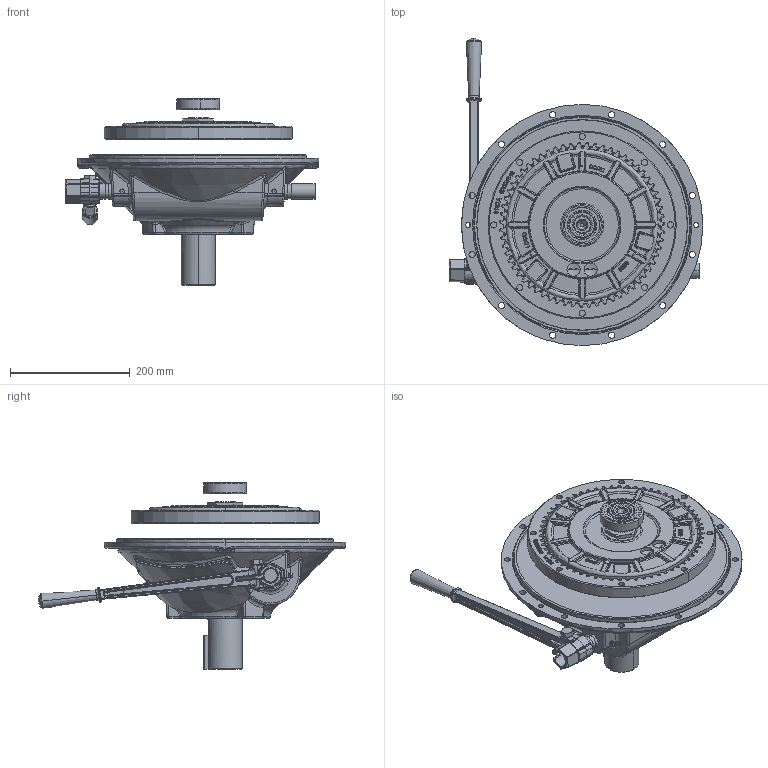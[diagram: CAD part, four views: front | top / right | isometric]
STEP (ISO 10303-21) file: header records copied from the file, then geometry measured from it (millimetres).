
FILE_DESCRIPTION (( 'STEP AP214' ), '1' );
FILE_NAME ('CA110P401.STEP', '2017-12-07T18:05:32', ( '' ), ( '' ), 'SwSTEP 2.0', 'SolidWorks 2015', '' );
FILE_SCHEMA (( 'AUTOMOTIVE_DESIGN' ));
Length unit declared in the file: inch
Products named in the file (1): CA110P401
Bounding box: 423.92 x 513.79 x 312.17 mm (x, y, z)
Surface area: 640070.3 mm2 (no closed solid volume)
Topology: 0 solids, 100 shells, 2053 faces, 7216 edges, 5117 vertices
Faces by surface type: bspline 766, cylinder 575, plane 290, torus 202, cone 178, sphere 42
Entity records: 150335 total; most frequent: CARTESIAN_POINT 70035, ORIENTED_EDGE 11248, DIRECTION 9489, EDGE_CURVE 7156, VERTEX_POINT 5115, AXIS2_PLACEMENT_3D 3941, B_SPLINE_CURVE_WITH_KNOTS 2736, CIRCLE 2653
